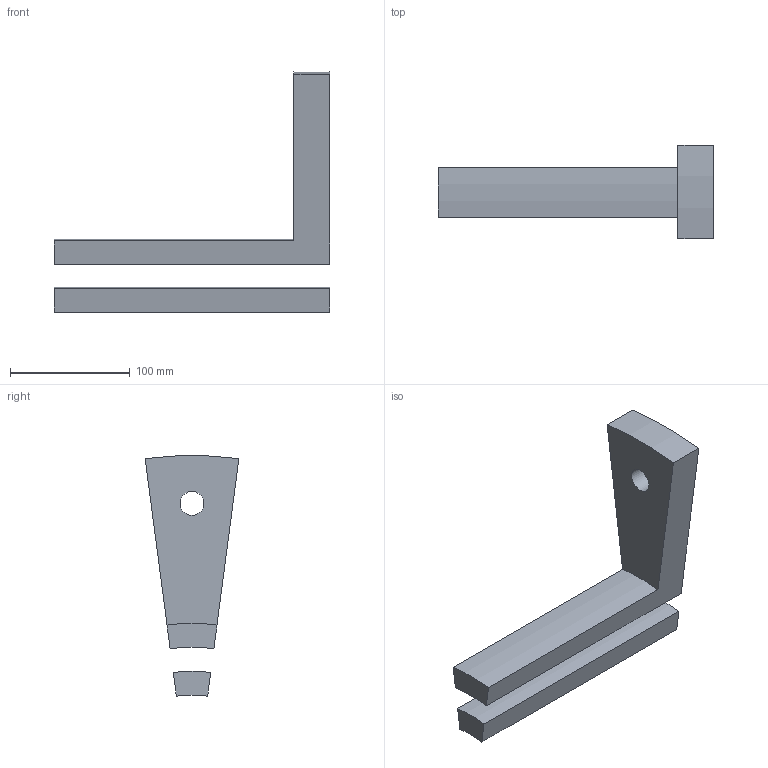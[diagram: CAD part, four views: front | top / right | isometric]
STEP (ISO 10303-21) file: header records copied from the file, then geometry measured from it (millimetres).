
FILE_DESCRIPTION(/* description */ (''),/* implementation_level */ '2;1');
FILE_NAME(/* name */ 'db_fe.v4',/* time_stamp */ '2004-06-14T17:28:35+01:00',/* author */ (''),/* organization */ (''),/* preprocessor_version */ 'ST-DEVELOPER v9',/* originating_system */ 'EDS PLM SOLUTIONS - UNIGRAPHICS NX 2.0',/* authorisation */ '');
FILE_SCHEMA (('CONFIG_CONTROL_DESIGN'));
Length unit declared in the file: millimetre
Products named in the file (1): u501B4C7amfq
Bounding box: 230 x 78.32 x 200.57 mm (x, y, z)
Volume: 556585.7 mm3; surface area: 80050 mm2
Topology: 2 solids, 2 shells, 16 faces, 37 edges, 25 vertices
Faces by surface type: plane 9, cylinder 6, cone 1
Full cylindrical faces by diameter (mm): 20 x1
Entity records: 536 total; most frequent: DIRECTION 82, CARTESIAN_POINT 76, ORIENTED_EDGE 70, EDGE_CURVE 35, AXIS2_PLACEMENT_3D 30, VERTEX_POINT 24, LINE 22, VECTOR 22
